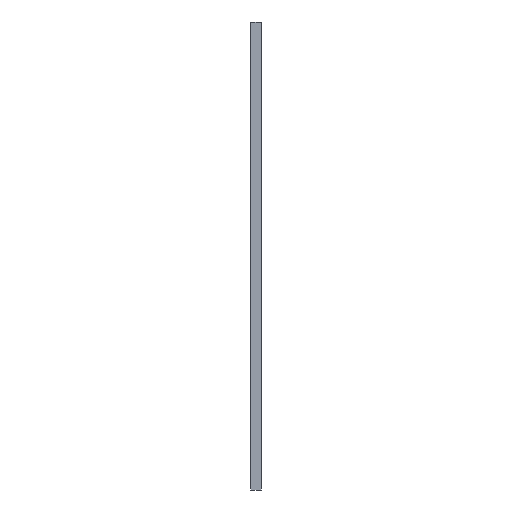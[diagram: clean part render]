
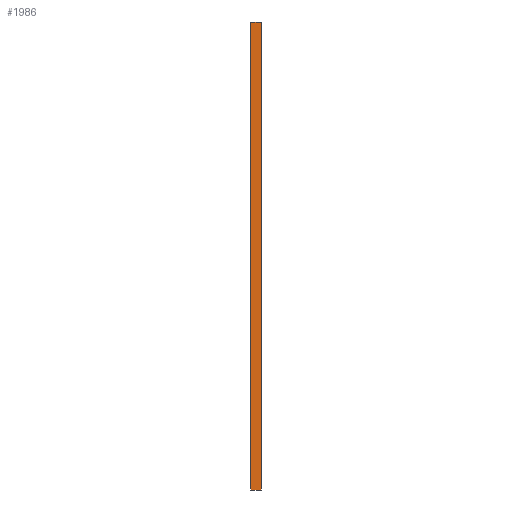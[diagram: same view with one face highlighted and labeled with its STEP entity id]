
A CAD part, left-side view. The second image highlights one B-rep face of the part: STEP entity #1986.
In plain terms, the highlighted planar face has unit normal (-1, 0, 0).
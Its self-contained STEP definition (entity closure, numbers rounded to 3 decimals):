
#131 = AXIS2_PLACEMENT_3D ( 'NONE', #1006, #320, #1716 ) ;
#143 = VERTEX_POINT ( 'NONE', #1297 ) ;
#170 = EDGE_LOOP ( 'NONE', ( #1974, #1655, #815, #791 ) ) ;
#198 = VECTOR ( 'NONE', #443, 1000. ) ;
#222 = EDGE_CURVE ( 'NONE', #880, #1661, #1181, .T. ) ;
#320 = DIRECTION ( 'NONE',  ( 1., 0., 0. ) ) ;
#443 = DIRECTION ( 'NONE',  ( 0., -1., 0. ) ) ;
#467 = VECTOR ( 'NONE', #1121, 1000. ) ;
#654 = CARTESIAN_POINT ( 'NONE',  ( -80.798, 0., -25.55 ) ) ;
#765 = EDGE_CURVE ( 'NONE', #1661, #2015, #1988, .T. ) ;
#791 = ORIENTED_EDGE ( 'NONE', *, *, #1861, .T. ) ;
#815 = ORIENTED_EDGE ( 'NONE', *, *, #222, .F. ) ;
#880 = VERTEX_POINT ( 'NONE', #1350 ) ;
#914 = EDGE_CURVE ( 'NONE', #143, #2015, #2227, .T. ) ;
#939 = CARTESIAN_POINT ( 'NONE',  ( -80.798, 2., -25.55 ) ) ;
#950 = CARTESIAN_POINT ( 'NONE',  ( -80.798, 2., 64.45 ) ) ;
#1006 = CARTESIAN_POINT ( 'NONE',  ( -80.798, 2., -25.55 ) ) ;
#1049 = CARTESIAN_POINT ( 'NONE',  ( -80.798, 0., 64.45 ) ) ;
#1121 = DIRECTION ( 'NONE',  ( 0., -1., 0. ) ) ;
#1142 = LINE ( 'NONE', #939, #467 ) ;
#1181 = LINE ( 'NONE', #1345, #2201 ) ;
#1297 = CARTESIAN_POINT ( 'NONE',  ( -80.798, 0., -25.55 ) ) ;
#1345 = CARTESIAN_POINT ( 'NONE',  ( -80.798, 2., -25.55 ) ) ;
#1350 = CARTESIAN_POINT ( 'NONE',  ( -80.798, 2., -25.55 ) ) ;
#1525 = VECTOR ( 'NONE', #2043, 1000. ) ;
#1655 = ORIENTED_EDGE ( 'NONE', *, *, #765, .F. ) ;
#1661 = VERTEX_POINT ( 'NONE', #1807 ) ;
#1716 = DIRECTION ( 'NONE',  ( 0., 0., -1. ) ) ;
#1725 = FACE_OUTER_BOUND ( 'NONE', #170, .T. ) ;
#1807 = CARTESIAN_POINT ( 'NONE',  ( -80.798, 2., 64.45 ) ) ;
#1861 = EDGE_CURVE ( 'NONE', #880, #143, #1142, .T. ) ;
#1878 = PLANE ( 'NONE',  #131 ) ;
#1974 = ORIENTED_EDGE ( 'NONE', *, *, #914, .T. ) ;
#1986 = ADVANCED_FACE ( 'NONE', ( #1725 ), #1878, .F. ) ;
#1988 = LINE ( 'NONE', #950, #198 ) ;
#2015 = VERTEX_POINT ( 'NONE', #1049 ) ;
#2039 = DIRECTION ( 'NONE',  ( 0., 0., 1. ) ) ;
#2043 = DIRECTION ( 'NONE',  ( 0., 0., 1. ) ) ;
#2201 = VECTOR ( 'NONE', #2039, 1000. ) ;
#2227 = LINE ( 'NONE', #654, #1525 ) ;
